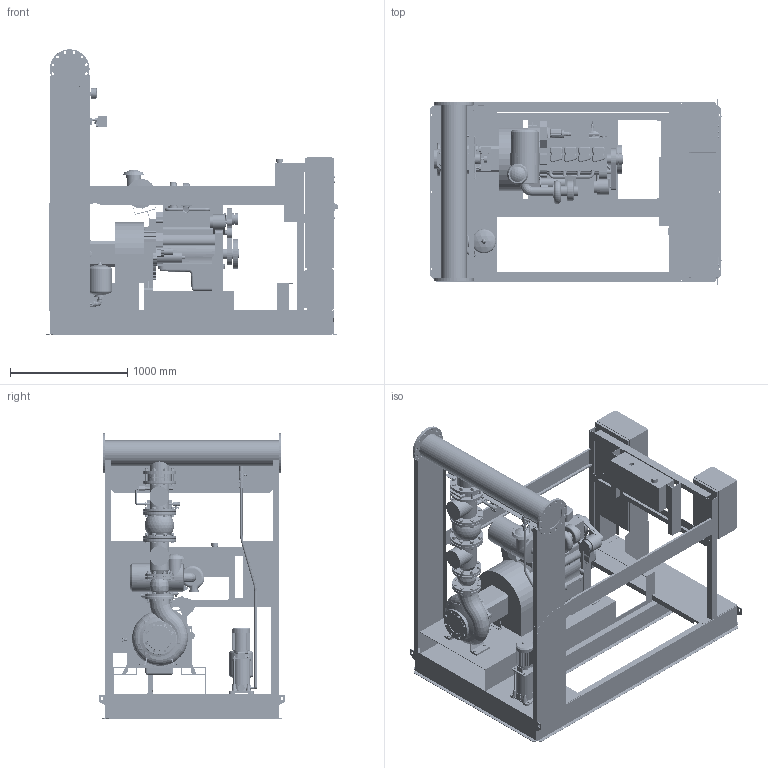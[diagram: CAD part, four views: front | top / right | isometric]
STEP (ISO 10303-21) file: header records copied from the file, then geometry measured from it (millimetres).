
FILE_DESCRIPTION((''),'2;1');
FILE_NAME('3d_Sifire-EN-125_250-224-100_1.1DJ-4183918.stp','2015-05-26T10:27:11',(''),(''),'Mechanical Desktop 2009','Mechanical Desktop 2009',', , ');
FILE_SCHEMA(('CONFIG_CONTROL_DESIGN'));
Length unit declared in the file: millimetre
Products named in the file (1): Product
Bounding box: 2485.5 x 1582 x 2433 mm (x, y, z)
Volume: 599295809.6 mm3; surface area: 42653752.5 mm2
Topology: 219 solids, 219 shells, 5517 faces, 13314 edges, 8396 vertices
Faces by surface type: plane 2106, bspline 1414, cylinder 1232, cone 580, torus 156, sphere 29
Entity records: 176170 total; most frequent: CARTESIAN_POINT 53533, ORIENTED_EDGE 26558, DIRECTION 23859, EDGE_CURVE 13279, VERTEX_POINT 8394, AXIS2_PLACEMENT_3D 8341, VECTOR 7177, LINE 7177
